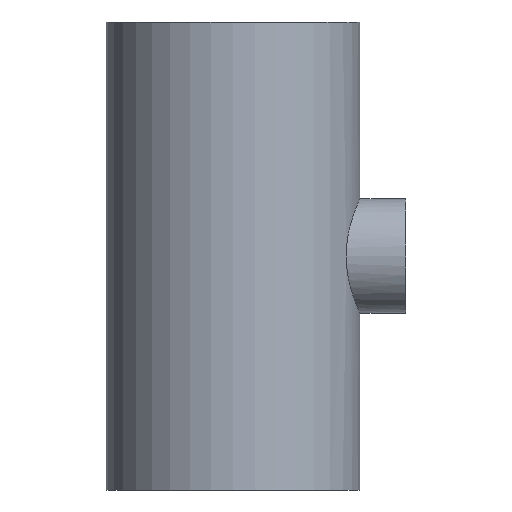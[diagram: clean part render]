
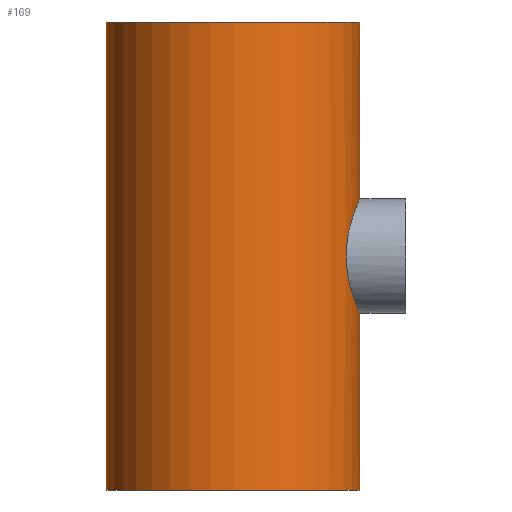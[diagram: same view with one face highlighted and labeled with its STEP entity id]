
A CAD part, front view. The second image highlights one B-rep face of the part: STEP entity #169.
In plain terms, the highlighted cylindrical face has radius 45.5 mm (diameter 91 mm), a full revolution.
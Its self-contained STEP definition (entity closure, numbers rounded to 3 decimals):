
#22=FACE_BOUND($,#58,.T.);
#23=FACE_BOUND($,#59,.T.);
#38=B_SPLINE_CURVE_WITH_KNOTS($,3,(#327,#328,#329,#330,#331,#332,#333,#334,
#335,#336,#337,#338,#339,#340,#341,#342,#343,#344),.UNSPECIFIED.,.F.,.F.,
(4,2,2,2,2,2,2,2,4),(6.277,6.67,7.063,
7.455,7.848,8.24,8.632,9.024,
9.416),.UNSPECIFIED.);
#39=B_SPLINE_CURVE_WITH_KNOTS($,3,(#346,#347,#348,#349,#350,#351,#352,#353,
#354,#355,#356,#357,#358,#359,#360,#361,#362,#363),.UNSPECIFIED.,.F.,.F.,
(4,2,2,2,2,2,2,2,4),(-6.277,-5.885,-5.492,
-5.099,-4.707,-4.315,-3.923,
-3.531,-3.139),.UNSPECIFIED.);
#40=B_SPLINE_CURVE_WITH_KNOTS($,3,(#365,#366,#367,#368,#369,#370,#371,#372,
#373,#374,#375,#376,#377,#378,#379,#380,#381,#382),.UNSPECIFIED.,.F.,.F.,
(4,2,2,2,2,2,2,2,4),(9.416,9.808,10.2,
10.592,10.984,11.377,11.769,12.162,
12.555),.UNSPECIFIED.);
#41=B_SPLINE_CURVE_WITH_KNOTS($,3,(#383,#384,#385,#386,#387,#388,#389,#390,
#391,#392,#393,#394,#395,#396,#397,#398,#399,#400),.UNSPECIFIED.,.F.,.F.,
(4,2,2,2,2,2,2,2,4),(-3.139,-2.747,-2.355,
-1.963,-1.571,-1.178,-0.785,
-0.393,0.),.UNSPECIFIED.);
#44=FACE_OUTER_BOUND($,#57,.T.);
#57=EDGE_LOOP($,(#131));
#58=EDGE_LOOP($,(#132));
#59=EDGE_LOOP($,(#133,#134,#135,#136));
#83=CIRCLE($,#189,45.5);
#84=CIRCLE($,#190,45.5);
#96=VERTEX_POINT($,#321);
#97=VERTEX_POINT($,#323);
#98=VERTEX_POINT($,#325);
#99=VERTEX_POINT($,#326);
#100=VERTEX_POINT($,#345);
#101=VERTEX_POINT($,#364);
#113=EDGE_CURVE($,#96,#96,#83,.T.);
#114=EDGE_CURVE($,#97,#97,#84,.T.);
#115=EDGE_CURVE($,#98,#99,#38,.T.);
#116=EDGE_CURVE($,#98,#100,#39,.T.);
#117=EDGE_CURVE($,#100,#101,#40,.T.);
#118=EDGE_CURVE($,#99,#101,#41,.T.);
#131=ORIENTED_EDGE($,*,*,#113,.F.);
#132=ORIENTED_EDGE($,*,*,#114,.T.);
#133=ORIENTED_EDGE($,*,*,#115,.F.);
#134=ORIENTED_EDGE($,*,*,#116,.T.);
#135=ORIENTED_EDGE($,*,*,#117,.T.);
#136=ORIENTED_EDGE($,*,*,#118,.F.);
#162=CYLINDRICAL_SURFACE($,#188,45.5);
#169=ADVANCED_FACE($,(#44,#22,#23),#162,.T.);
#188=AXIS2_PLACEMENT_3D($,#320,#220,#221);
#189=AXIS2_PLACEMENT_3D($,#322,#222,#223);
#190=AXIS2_PLACEMENT_3D($,#324,#224,#225);
#220=DIRECTION('center_axis',(0.,0.,1.));
#221=DIRECTION('ref_axis',(1.,0.,0.));
#222=DIRECTION('center_axis',(0.,0.,1.));
#223=DIRECTION('ref_axis',(1.,0.,0.));
#224=DIRECTION('center_axis',(0.,0.,1.));
#225=DIRECTION('ref_axis',(1.,0.,0.));
#320=CARTESIAN_POINT('Origin',(0.,0.,0.));
#321=CARTESIAN_POINT('',(-45.5,0.,168.));
#322=CARTESIAN_POINT('Origin',(0.,0.,168.));
#323=CARTESIAN_POINT('',(45.5,0.,0.));
#324=CARTESIAN_POINT('Origin',(0.,0.,0.));
#325=CARTESIAN_POINT('',(40.62,-20.5,84.));
#326=CARTESIAN_POINT('',(45.5,0.,63.5));
#327=CARTESIAN_POINT('Ctrl Pts',(40.62,-20.5,84.));
#328=CARTESIAN_POINT('Ctrl Pts',(40.62,-20.5,82.691));
#329=CARTESIAN_POINT('Ctrl Pts',(40.685,-20.373,81.345));
#330=CARTESIAN_POINT('Ctrl Pts',(40.946,-19.844,78.68));
#331=CARTESIAN_POINT('Ctrl Pts',(41.14,-19.443,77.362));
#332=CARTESIAN_POINT('Ctrl Pts',(41.621,-18.392,74.844));
#333=CARTESIAN_POINT('Ctrl Pts',(41.907,-17.741,73.642));
#334=CARTESIAN_POINT('Ctrl Pts',(42.51,-16.243,71.422));
#335=CARTESIAN_POINT('Ctrl Pts',(42.827,-15.396,70.405));
#336=CARTESIAN_POINT('Ctrl Pts',(43.431,-13.597,68.605));
#337=CARTESIAN_POINT('Ctrl Pts',(43.741,-12.58,67.759));
#338=CARTESIAN_POINT('Ctrl Pts',(44.32,-10.36,66.26));
#339=CARTESIAN_POINT('Ctrl Pts',(44.587,-9.157,65.608));
#340=CARTESIAN_POINT('Ctrl Pts',(45.032,-6.637,64.556));
#341=CARTESIAN_POINT('Ctrl Pts',(45.208,-5.317,64.155));
#342=CARTESIAN_POINT('Ctrl Pts',(45.442,-2.652,63.627));
#343=CARTESIAN_POINT('Ctrl Pts',(45.5,-1.307,63.5));
#344=CARTESIAN_POINT('Ctrl Pts',(45.5,0.,63.5));
#345=CARTESIAN_POINT('',(45.5,0.,104.5));
#346=CARTESIAN_POINT('Ctrl Pts',(40.62,-20.5,84.));
#347=CARTESIAN_POINT('Ctrl Pts',(40.62,-20.5,85.309));
#348=CARTESIAN_POINT('Ctrl Pts',(40.685,-20.373,86.655));
#349=CARTESIAN_POINT('Ctrl Pts',(40.946,-19.844,89.32));
#350=CARTESIAN_POINT('Ctrl Pts',(41.14,-19.443,90.638));
#351=CARTESIAN_POINT('Ctrl Pts',(41.621,-18.392,93.156));
#352=CARTESIAN_POINT('Ctrl Pts',(41.907,-17.741,94.358));
#353=CARTESIAN_POINT('Ctrl Pts',(42.51,-16.243,96.578));
#354=CARTESIAN_POINT('Ctrl Pts',(42.827,-15.396,97.595));
#355=CARTESIAN_POINT('Ctrl Pts',(43.431,-13.597,99.395));
#356=CARTESIAN_POINT('Ctrl Pts',(43.741,-12.58,100.241));
#357=CARTESIAN_POINT('Ctrl Pts',(44.32,-10.36,101.74));
#358=CARTESIAN_POINT('Ctrl Pts',(44.587,-9.157,102.392));
#359=CARTESIAN_POINT('Ctrl Pts',(45.032,-6.637,103.444));
#360=CARTESIAN_POINT('Ctrl Pts',(45.208,-5.317,103.845));
#361=CARTESIAN_POINT('Ctrl Pts',(45.442,-2.652,104.373));
#362=CARTESIAN_POINT('Ctrl Pts',(45.5,-1.307,104.5));
#363=CARTESIAN_POINT('Ctrl Pts',(45.5,0.,104.5));
#364=CARTESIAN_POINT('',(40.62,20.5,84.));
#365=CARTESIAN_POINT('Ctrl Pts',(45.5,0.,104.5));
#366=CARTESIAN_POINT('Ctrl Pts',(45.5,1.307,104.5));
#367=CARTESIAN_POINT('Ctrl Pts',(45.442,2.652,104.373));
#368=CARTESIAN_POINT('Ctrl Pts',(45.208,5.317,103.845));
#369=CARTESIAN_POINT('Ctrl Pts',(45.032,6.637,103.444));
#370=CARTESIAN_POINT('Ctrl Pts',(44.587,9.157,102.392));
#371=CARTESIAN_POINT('Ctrl Pts',(44.32,10.36,101.74));
#372=CARTESIAN_POINT('Ctrl Pts',(43.741,12.58,100.241));
#373=CARTESIAN_POINT('Ctrl Pts',(43.431,13.597,99.395));
#374=CARTESIAN_POINT('Ctrl Pts',(42.827,15.396,97.595));
#375=CARTESIAN_POINT('Ctrl Pts',(42.51,16.243,96.578));
#376=CARTESIAN_POINT('Ctrl Pts',(41.907,17.741,94.358));
#377=CARTESIAN_POINT('Ctrl Pts',(41.621,18.392,93.156));
#378=CARTESIAN_POINT('Ctrl Pts',(41.14,19.443,90.638));
#379=CARTESIAN_POINT('Ctrl Pts',(40.946,19.844,89.32));
#380=CARTESIAN_POINT('Ctrl Pts',(40.685,20.373,86.655));
#381=CARTESIAN_POINT('Ctrl Pts',(40.62,20.5,85.309));
#382=CARTESIAN_POINT('Ctrl Pts',(40.62,20.5,84.));
#383=CARTESIAN_POINT('Ctrl Pts',(45.5,0.,63.5));
#384=CARTESIAN_POINT('Ctrl Pts',(45.5,1.307,63.5));
#385=CARTESIAN_POINT('Ctrl Pts',(45.442,2.652,63.627));
#386=CARTESIAN_POINT('Ctrl Pts',(45.208,5.317,64.155));
#387=CARTESIAN_POINT('Ctrl Pts',(45.032,6.637,64.556));
#388=CARTESIAN_POINT('Ctrl Pts',(44.587,9.157,65.608));
#389=CARTESIAN_POINT('Ctrl Pts',(44.32,10.36,66.26));
#390=CARTESIAN_POINT('Ctrl Pts',(43.741,12.58,67.759));
#391=CARTESIAN_POINT('Ctrl Pts',(43.431,13.597,68.605));
#392=CARTESIAN_POINT('Ctrl Pts',(42.827,15.396,70.405));
#393=CARTESIAN_POINT('Ctrl Pts',(42.51,16.243,71.422));
#394=CARTESIAN_POINT('Ctrl Pts',(41.907,17.741,73.642));
#395=CARTESIAN_POINT('Ctrl Pts',(41.621,18.392,74.844));
#396=CARTESIAN_POINT('Ctrl Pts',(41.14,19.443,77.362));
#397=CARTESIAN_POINT('Ctrl Pts',(40.946,19.844,78.68));
#398=CARTESIAN_POINT('Ctrl Pts',(40.685,20.373,81.345));
#399=CARTESIAN_POINT('Ctrl Pts',(40.62,20.5,82.691));
#400=CARTESIAN_POINT('Ctrl Pts',(40.62,20.5,84.));
